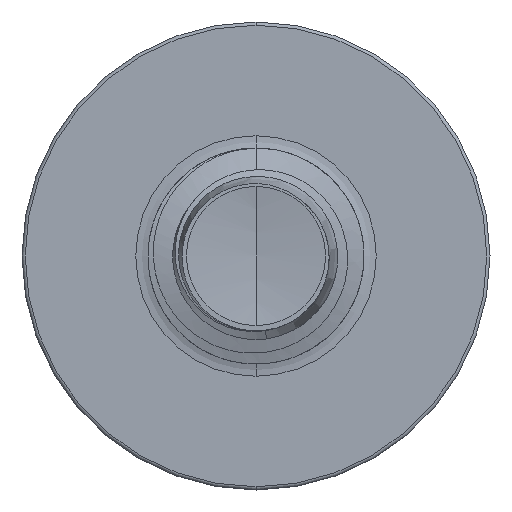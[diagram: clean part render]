
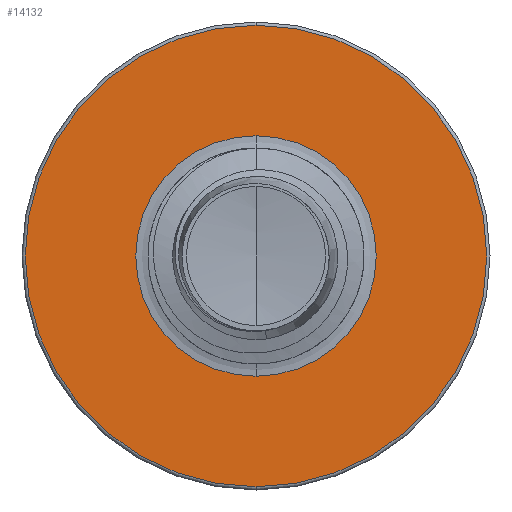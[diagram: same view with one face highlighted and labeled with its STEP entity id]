
A CAD part, front view. The second image highlights one B-rep face of the part: STEP entity #14132.
In plain terms, the highlighted planar face has unit normal (0, -1, 0).
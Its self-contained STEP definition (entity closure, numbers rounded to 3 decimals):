
#576 = ORIENTED_EDGE ( 'NONE', *, *, #15229, .F. ) ;
#607 = ORIENTED_EDGE ( 'NONE', *, *, #15223, .T. ) ;
#676 = CARTESIAN_POINT ( 'NONE',  ( 0., 5., 1.67 ) ) ;
#703 = ORIENTED_EDGE ( 'NONE', *, *, #14724, .T. ) ;
#1346 = DIRECTION ( 'NONE',  ( 0., 0., 1. ) ) ;
#1397 = DIRECTION ( 'NONE',  ( 0., 1., 0. ) ) ;
#1402 = CARTESIAN_POINT ( 'NONE',  ( 0., 5., 0. ) ) ;
#1676 = DIRECTION ( 'NONE',  ( 0., 0., 1. ) ) ;
#1712 = DIRECTION ( 'NONE',  ( 0., 1., 0. ) ) ;
#1735 = CARTESIAN_POINT ( 'NONE',  ( 0., 5., 0. ) ) ;
#2544 = CIRCLE ( 'NONE', #2848, 1.67 ) ;
#2590 = AXIS2_PLACEMENT_3D ( 'NONE', #1402, #1397, #1346 ) ;
#2848 = AXIS2_PLACEMENT_3D ( 'NONE', #1735, #1712, #1676 ) ;
#4212 = AXIS2_PLACEMENT_3D ( 'NONE', #15396, #15388, #15377 ) ;
#4301 = AXIS2_PLACEMENT_3D ( 'NONE', #15432, #15427, #15426 ) ;
#6274 = AXIS2_PLACEMENT_3D ( 'NONE', #10552, #8139, #8117 ) ;
#6330 = FACE_OUTER_BOUND ( 'NONE', #15750, .T. ) ;
#8117 = DIRECTION ( 'NONE',  ( 0., 0., 1. ) ) ;
#8139 = DIRECTION ( 'NONE',  ( 0., 1., 0. ) ) ;
#8223 = PLANE ( 'NONE',  #6274 ) ;
#10552 = CARTESIAN_POINT ( 'NONE',  ( 0., 5., -1.67 ) ) ;
#11225 = FACE_BOUND ( 'NONE', #14336, .T. ) ;
#11789 = CIRCLE ( 'NONE', #2590, 3.205 ) ;
#12165 = CARTESIAN_POINT ( 'NONE',  ( 0., 5., -1.67 ) ) ;
#12809 = CIRCLE ( 'NONE', #4301, 3.205 ) ;
#13813 = VERTEX_POINT ( 'NONE', #14707 ) ;
#14132 = ADVANCED_FACE ( 'NONE', ( #6330, #11225 ), #8223, .F. ) ;
#14336 = EDGE_LOOP ( 'NONE', ( #607, #703 ) ) ;
#14521 = CIRCLE ( 'NONE', #4212, 1.67 ) ;
#14687 = ORIENTED_EDGE ( 'NONE', *, *, #14714, .F. ) ;
#14707 = CARTESIAN_POINT ( 'NONE',  ( 0., 5., 3.205 ) ) ;
#14714 = EDGE_CURVE ( 'NONE', #13813, #15105, #12809, .T. ) ;
#14724 = EDGE_CURVE ( 'NONE', #14773, #15606, #14521, .T. ) ;
#14773 = VERTEX_POINT ( 'NONE', #12165 ) ;
#14835 = CARTESIAN_POINT ( 'NONE',  ( 0., 5., -3.205 ) ) ;
#15105 = VERTEX_POINT ( 'NONE', #14835 ) ;
#15223 = EDGE_CURVE ( 'NONE', #15606, #14773, #2544, .T. ) ;
#15229 = EDGE_CURVE ( 'NONE', #15105, #13813, #11789, .T. ) ;
#15377 = DIRECTION ( 'NONE',  ( 0., 0., 1. ) ) ;
#15388 = DIRECTION ( 'NONE',  ( 0., 1., 0. ) ) ;
#15396 = CARTESIAN_POINT ( 'NONE',  ( 0., 5., 0. ) ) ;
#15426 = DIRECTION ( 'NONE',  ( 0., 0., 1. ) ) ;
#15427 = DIRECTION ( 'NONE',  ( 0., 1., 0. ) ) ;
#15432 = CARTESIAN_POINT ( 'NONE',  ( 0., 5., 0. ) ) ;
#15606 = VERTEX_POINT ( 'NONE', #676 ) ;
#15750 = EDGE_LOOP ( 'NONE', ( #14687, #576 ) ) ;
